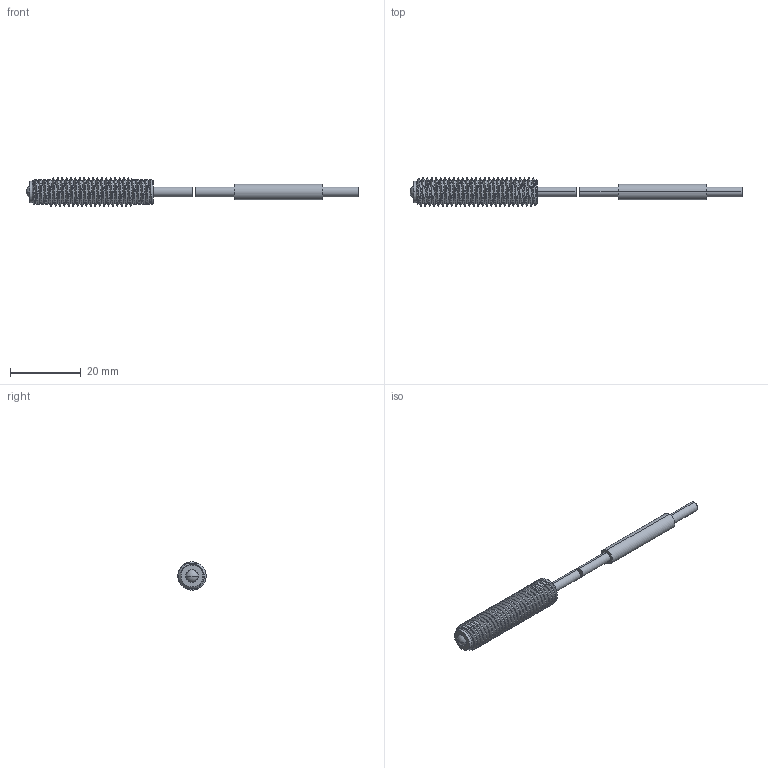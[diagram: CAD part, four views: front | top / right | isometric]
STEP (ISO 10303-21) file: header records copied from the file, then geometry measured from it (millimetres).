
FILE_DESCRIPTION (( 'STEP AP203' ), '1' );
FILE_NAME ('BP080A-LF.STEP', '2017-11-24T02:35:18', ( '' ), ( '' ), 'SwSTEP 2.0', 'SolidWorks 2017', '' );
FILE_SCHEMA (( 'CONFIG_CONTROL_DESIGN' ));
Length unit declared in the file: millimetre
Products named in the file (1): BP080A-LF
Bounding box: 94 x 8 x 8 mm (x, y, z)
Volume: 2013 mm3; surface area: 2018.9 mm2
Topology: 2 solids, 2 shells, 101 faces, 278 edges, 185 vertices
Faces by surface type: cylinder 63, plane 28, cone 5, bspline 3, sphere 2
Entity records: 8687 total; most frequent: CARTESIAN_POINT 6452, ORIENTED_EDGE 556, DIRECTION 341, EDGE_CURVE 278, VERTEX_POINT 185, AXIS2_PLACEMENT_3D 128, EDGE_LOOP 105, FACE_OUTER_BOUND 101
